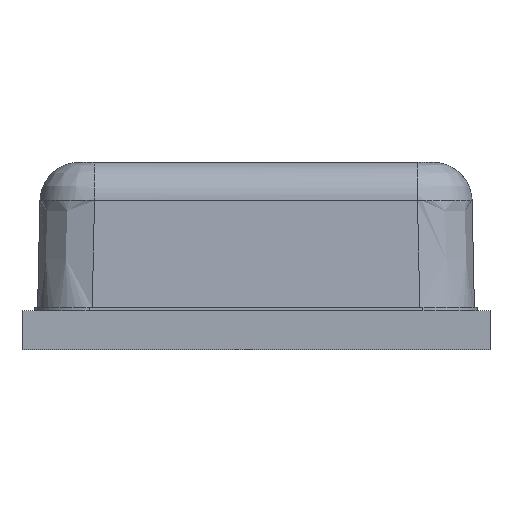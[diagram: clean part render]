
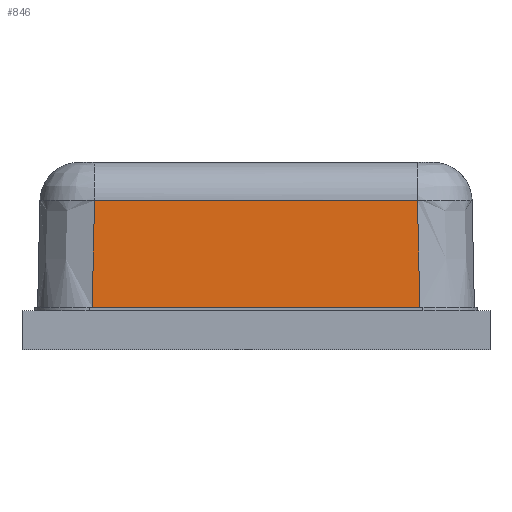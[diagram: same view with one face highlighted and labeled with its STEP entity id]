
A CAD part, front view. The second image highlights one B-rep face of the part: STEP entity #846.
In plain terms, the highlighted free-form (B-spline) face has degree [3, 3] with [6, 6] control points.
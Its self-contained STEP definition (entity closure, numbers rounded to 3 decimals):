
#21=B_SPLINE_SURFACE_WITH_KNOTS('',3,3,((#3602,#3603,#3604,#3605,#3606,
#3607),(#3608,#3609,#3610,#3611,#3612,#3613),(#3614,#3615,#3616,#3617,#3618,
#3619),(#3620,#3621,#3622,#3623,#3624,#3625),(#3626,#3627,#3628,#3629,#3630,
#3631),(#3632,#3633,#3634,#3635,#3636,#3637)),.UNSPECIFIED.,.F.,.F.,.F.,
(4,1,1,4),(4,1,1,4),(0.,0.31,0.62,0.93),
(0.,0.693,1.387,2.08),.UNSPECIFIED.);
#203=B_SPLINE_CURVE_WITH_KNOTS('',3,(#3975,#3976,#3977,#3978,#3979,#3980),
 .UNSPECIFIED.,.F.,.F.,(4,1,1,4),(0.,0.693,1.387,
2.08),.UNSPECIFIED.);
#205=B_SPLINE_CURVE_WITH_KNOTS('',3,(#3987,#3988,#3989,#3990,#3991,#3992),
 .UNSPECIFIED.,.F.,.F.,(4,1,1,4),(-0.93,-0.62,
-0.31,-0.245),.UNSPECIFIED.);
#213=B_SPLINE_CURVE_WITH_KNOTS('',3,(#4035,#4036,#4037,#4038,#4039,#4040),
 .UNSPECIFIED.,.F.,.F.,(4,1,1,4),(0.245,0.31,0.62,
0.93),.UNSPECIFIED.);
#846=ADVANCED_FACE('',(#916),#21,.T.);
#916=FACE_OUTER_BOUND('',#992,.T.);
#992=EDGE_LOOP('',(#1249,#1250,#1251,#1252));
#1249=ORIENTED_EDGE('',*,*,#1659,.F.);
#1250=ORIENTED_EDGE('',*,*,#1657,.F.);
#1251=ORIENTED_EDGE('',*,*,#1667,.F.);
#1252=ORIENTED_EDGE('',*,*,#1691,.F.);
#1657=EDGE_CURVE('',#2090,#2084,#203,.T.);
#1659=EDGE_CURVE('',#2084,#2092,#205,.T.);
#1667=EDGE_CURVE('',#2095,#2090,#213,.T.);
#1691=EDGE_CURVE('',#2092,#2095,#1914,.T.);
#1914=(
BOUNDED_CURVE()
B_SPLINE_CURVE(1,(#4148,#4149),.UNSPECIFIED.,.F.,.F.)
B_SPLINE_CURVE_WITH_KNOTS((2,2),(-0.005,2.065),
 .UNSPECIFIED.)
CURVE()
GEOMETRIC_REPRESENTATION_ITEM()
RATIONAL_B_SPLINE_CURVE((1.,1.))
REPRESENTATION_ITEM('')
);
#2084=VERTEX_POINT('',#3780);
#2090=VERTEX_POINT('',#3786);
#2092=VERTEX_POINT('',#3788);
#2095=VERTEX_POINT('',#3791);
#3602=CARTESIAN_POINT('',(1.04,-1.9,0.27));
#3603=CARTESIAN_POINT('',(0.807,-1.9,0.27));
#3604=CARTESIAN_POINT('',(0.34,-1.9,0.27));
#3605=CARTESIAN_POINT('',(-0.36,-1.9,0.27));
#3606=CARTESIAN_POINT('',(-0.827,-1.9,0.27));
#3607=CARTESIAN_POINT('',(-1.06,-1.9,0.27));
#3608=CARTESIAN_POINT('',(1.038,-1.898,0.373));
#3609=CARTESIAN_POINT('',(0.805,-1.898,0.373));
#3610=CARTESIAN_POINT('',(0.339,-1.898,0.373));
#3611=CARTESIAN_POINT('',(-0.359,-1.898,0.373));
#3612=CARTESIAN_POINT('',(-0.825,-1.898,0.373));
#3613=CARTESIAN_POINT('',(-1.058,-1.898,0.373));
#3614=CARTESIAN_POINT('',(1.033,-1.893,0.58));
#3615=CARTESIAN_POINT('',(0.801,-1.893,0.58));
#3616=CARTESIAN_POINT('',(0.338,-1.893,0.58));
#3617=CARTESIAN_POINT('',(-0.358,-1.893,0.58));
#3618=CARTESIAN_POINT('',(-0.821,-1.893,0.58));
#3619=CARTESIAN_POINT('',(-1.053,-1.893,0.58));
#3620=CARTESIAN_POINT('',(1.027,-1.887,0.89));
#3621=CARTESIAN_POINT('',(0.796,-1.887,0.89));
#3622=CARTESIAN_POINT('',(0.336,-1.887,0.89));
#3623=CARTESIAN_POINT('',(-0.356,-1.887,0.89));
#3624=CARTESIAN_POINT('',(-0.816,-1.887,0.89));
#3625=CARTESIAN_POINT('',(-1.047,-1.887,0.89));
#3626=CARTESIAN_POINT('',(1.022,-1.882,1.097));
#3627=CARTESIAN_POINT('',(0.793,-1.882,1.097));
#3628=CARTESIAN_POINT('',(0.334,-1.882,1.097));
#3629=CARTESIAN_POINT('',(-0.354,-1.882,1.097));
#3630=CARTESIAN_POINT('',(-0.813,-1.882,1.097));
#3631=CARTESIAN_POINT('',(-1.042,-1.882,1.097));
#3632=CARTESIAN_POINT('',(1.02,-1.88,1.2));
#3633=CARTESIAN_POINT('',(0.791,-1.88,1.2));
#3634=CARTESIAN_POINT('',(0.333,-1.88,1.2));
#3635=CARTESIAN_POINT('',(-0.353,-1.88,1.2));
#3636=CARTESIAN_POINT('',(-0.811,-1.88,1.2));
#3637=CARTESIAN_POINT('',(-1.04,-1.88,1.2));
#3780=CARTESIAN_POINT('',(-1.06,-1.9,0.27));
#3786=CARTESIAN_POINT('',(1.04,-1.9,0.27));
#3788=CARTESIAN_POINT('',(-1.045,-1.885,0.955));
#3791=CARTESIAN_POINT('',(1.025,-1.885,0.955));
#3975=CARTESIAN_POINT('',(1.04,-1.9,0.27));
#3976=CARTESIAN_POINT('',(0.807,-1.9,0.27));
#3977=CARTESIAN_POINT('',(0.34,-1.9,0.27));
#3978=CARTESIAN_POINT('',(-0.36,-1.9,0.27));
#3979=CARTESIAN_POINT('',(-0.827,-1.9,0.27));
#3980=CARTESIAN_POINT('',(-1.06,-1.9,0.27));
#3987=CARTESIAN_POINT('',(-1.06,-1.9,0.27));
#3988=CARTESIAN_POINT('',(-1.058,-1.898,0.373));
#3989=CARTESIAN_POINT('',(-1.053,-1.893,0.58));
#3990=CARTESIAN_POINT('',(-1.048,-1.888,0.808));
#3991=CARTESIAN_POINT('',(-1.046,-1.886,0.934));
#3992=CARTESIAN_POINT('',(-1.045,-1.885,0.955));
#4035=CARTESIAN_POINT('',(1.025,-1.885,0.955));
#4036=CARTESIAN_POINT('',(1.026,-1.886,0.934));
#4037=CARTESIAN_POINT('',(1.028,-1.888,0.808));
#4038=CARTESIAN_POINT('',(1.033,-1.893,0.58));
#4039=CARTESIAN_POINT('',(1.038,-1.898,0.373));
#4040=CARTESIAN_POINT('',(1.04,-1.9,0.27));
#4148=CARTESIAN_POINT('',(-1.045,-1.885,0.955));
#4149=CARTESIAN_POINT('',(1.025,-1.885,0.955));
